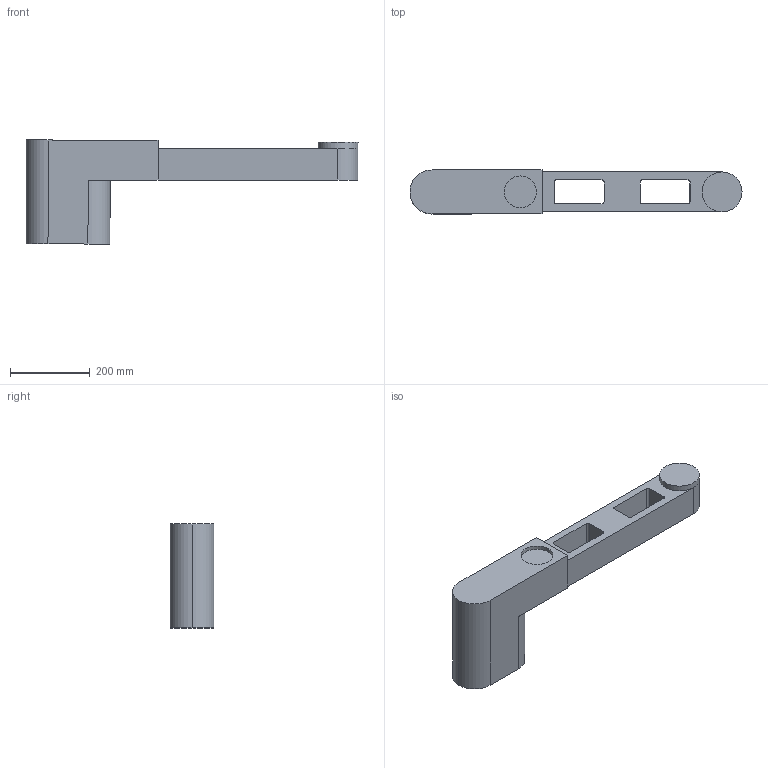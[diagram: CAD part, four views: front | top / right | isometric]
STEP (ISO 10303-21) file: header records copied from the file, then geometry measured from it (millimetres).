
FILE_DESCRIPTION (( 'STEP AP203' ), '1' );
FILE_NAME ('Khop_4_Default_sldprt.STEP', '2023-11-04T07:22:08', ( '' ), ( '' ), 'SwSTEP 2.0', 'SolidWorks 2020', '' );
FILE_SCHEMA (( 'CONFIG_CONTROL_DESIGN' ));
Length unit declared in the file: millimetre
Products named in the file (1): Khop_4_Default_sldprt
Bounding box: 830 x 110 x 260 mm (x, y, z)
Volume: 9565833.9 mm3; surface area: 465840.5 mm2
Topology: 2 solids, 2 shells, 37 faces, 96 edges, 64 vertices
Faces by surface type: plane 20, cylinder 17
Entity records: 1227 total; most frequent: DIRECTION 206, CARTESIAN_POINT 198, ORIENTED_EDGE 192, EDGE_CURVE 96, AXIS2_PLACEMENT_3D 72, VERTEX_POINT 64, LINE 62, VECTOR 62
